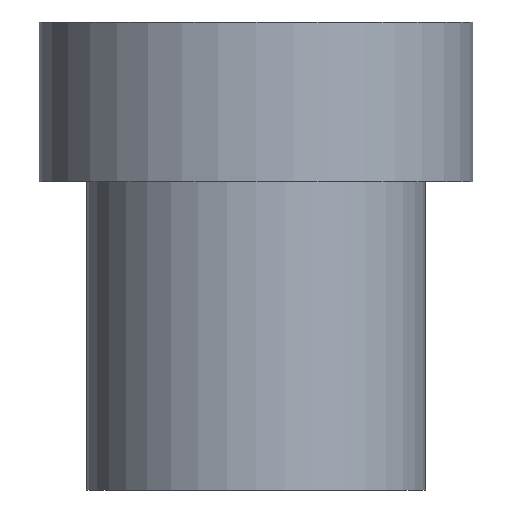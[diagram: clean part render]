
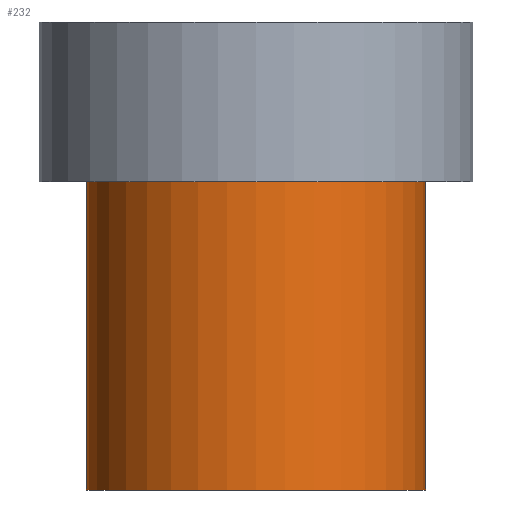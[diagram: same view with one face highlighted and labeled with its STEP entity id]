
A CAD part, left-side view. The second image highlights one B-rep face of the part: STEP entity #232.
In plain terms, the highlighted cylindrical face has radius 3.772 mm (diameter 7.544 mm), a partial arc.
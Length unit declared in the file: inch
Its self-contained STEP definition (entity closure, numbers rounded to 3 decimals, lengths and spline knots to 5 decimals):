
#52=DIRECTION('',(0.,0.,1.));
#53=VECTOR('',#52,0.27);
#54=CARTESIAN_POINT('',(0.,0.1485,-0.27));
#55=LINE('',#54,#53);
#56=DIRECTION('',(0.,0.,1.));
#57=VECTOR('',#56,0.27);
#58=CARTESIAN_POINT('',(0.,-0.1485,-0.27));
#59=LINE('',#58,#57);
#60=CARTESIAN_POINT('',(0.,0.,-0.27));
#61=DIRECTION('',(0.,0.,1.));
#62=DIRECTION('',(0.,1.,0.));
#63=AXIS2_PLACEMENT_3D('',#60,#61,#62);
#65=CARTESIAN_POINT('',(0.,0.,0.));
#66=DIRECTION('',(0.,0.,1.));
#67=DIRECTION('',(0.,1.,0.));
#68=AXIS2_PLACEMENT_3D('',#65,#66,#67);
#109=CARTESIAN_POINT('',(0.,0.1485,-0.27));
#110=CARTESIAN_POINT('',(0.,0.1485,0.));
#111=VERTEX_POINT('',#109);
#112=VERTEX_POINT('',#110);
#123=CARTESIAN_POINT('',(0.,-0.1485,-0.27));
#124=CARTESIAN_POINT('',(0.,-0.1485,0.));
#125=VERTEX_POINT('',#123);
#126=VERTEX_POINT('',#124);
#220=CARTESIAN_POINT('',(0.,0.,0.1605));
#221=DIRECTION('',(0.,0.,-1.));
#222=DIRECTION('',(0.,-1.,0.));
#223=AXIS2_PLACEMENT_3D('',#220,#221,#222);
#224=CYLINDRICAL_SURFACE('',#223,0.1485);
#225=ORIENTED_EDGE('',*,*,#210,.T.);
#227=ORIENTED_EDGE('',*,*,#226,.T.);
#228=ORIENTED_EDGE('',*,*,#213,.F.);
#229=ORIENTED_EDGE('',*,*,#196,.F.);
#230=EDGE_LOOP('',(#225,#227,#228,#229));
#231=FACE_OUTER_BOUND('',#230,.F.);
#232=ADVANCED_FACE('',(#231),#224,.T.);
#64=CIRCLE('',#63,0.1485);
#69=CIRCLE('',#68,0.1485);
#196=EDGE_CURVE('',#111,#125,#64,.T.);
#210=EDGE_CURVE('',#111,#112,#55,.T.);
#213=EDGE_CURVE('',#125,#126,#59,.T.);
#226=EDGE_CURVE('',#112,#126,#69,.T.);
